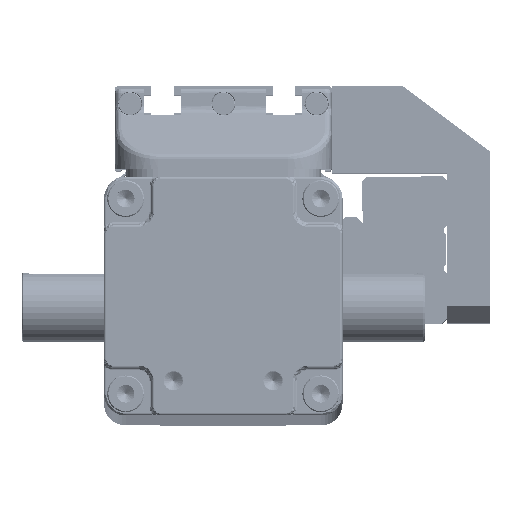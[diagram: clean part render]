
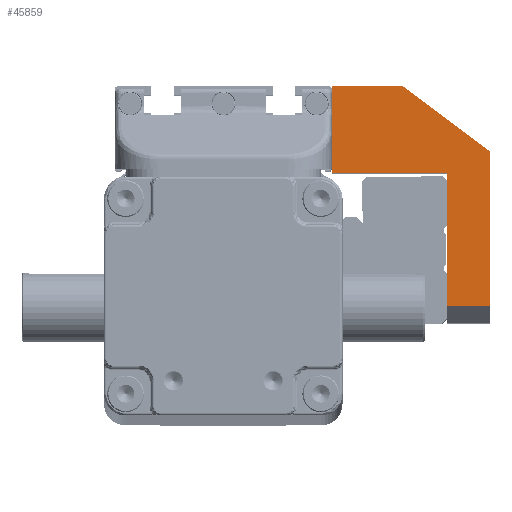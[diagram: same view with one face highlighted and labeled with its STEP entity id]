
A CAD part, top view. The second image highlights one B-rep face of the part: STEP entity #45859.
In plain terms, the highlighted planar face has unit normal (0, 0, 1).
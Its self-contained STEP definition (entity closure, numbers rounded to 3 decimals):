
#6939 = DIRECTION ( 'NONE',  ( 0., -1., 0. ) ) ;
#11366 = EDGE_CURVE ( 'NONE', #98753, #156080, #25827, .T. ) ;
#19034 = CARTESIAN_POINT ( 'NONE',  ( 0., -30.5, 75. ) ) ;
#22030 = VECTOR ( 'NONE', #119754, 1000. ) ;
#22687 = DIRECTION ( 'NONE',  ( 1., 0., 0. ) ) ;
#24399 = ORIENTED_EDGE ( 'NONE', *, *, #28288, .T. ) ;
#24454 = EDGE_CURVE ( 'NONE', #106906, #143131, #127560, .T. ) ;
#24507 = PLANE ( 'NONE',  #114270 ) ;
#25827 = LINE ( 'NONE', #136739, #115003 ) ;
#26629 = CARTESIAN_POINT ( 'NONE',  ( -26.5, 20., 75. ) ) ;
#26928 = VECTOR ( 'NONE', #6939, 1000. ) ;
#28288 = EDGE_CURVE ( 'NONE', #124057, #106906, #143559, .T. ) ;
#28781 = CARTESIAN_POINT ( 'NONE',  ( 10., 5., 75. ) ) ;
#32951 = LINE ( 'NONE', #33743, #69962 ) ;
#33743 = CARTESIAN_POINT ( 'NONE',  ( 0., 0., 75. ) ) ;
#34946 = CARTESIAN_POINT ( 'NONE',  ( 0., 0., 75. ) ) ;
#41267 = CARTESIAN_POINT ( 'NONE',  ( 10., -30.5, 75. ) ) ;
#42740 = ORIENTED_EDGE ( 'NONE', *, *, #88407, .T. ) ;
#45859 = ADVANCED_FACE ( 'NONE', ( #96606 ), #24507, .T. ) ;
#50078 = ORIENTED_EDGE ( 'NONE', *, *, #24454, .T. ) ;
#58568 = ORIENTED_EDGE ( 'NONE', *, *, #111110, .T. ) ;
#60943 = DIRECTION ( 'NONE',  ( 0., 0., 1. ) ) ;
#67127 = CARTESIAN_POINT ( 'NONE',  ( -10., 20., 75. ) ) ;
#67551 = DIRECTION ( 'NONE',  ( 0., 1., 0. ) ) ;
#68472 = CARTESIAN_POINT ( 'NONE',  ( 0., -30.5, 75. ) ) ;
#69962 = VECTOR ( 'NONE', #22687, 1000. ) ;
#72983 = CARTESIAN_POINT ( 'NONE',  ( -10., 20., 75. ) ) ;
#78535 = EDGE_CURVE ( 'NONE', #136190, #124057, #32951, .T. ) ;
#81426 = DIRECTION ( 'NONE',  ( -0.8, 0.6, 0. ) ) ;
#82728 = VECTOR ( 'NONE', #67551, 1000. ) ;
#87376 = VECTOR ( 'NONE', #81426, 1000. ) ;
#88407 = EDGE_CURVE ( 'NONE', #156080, #136190, #92510, .T. ) ;
#91757 = VECTOR ( 'NONE', #102168, 1000. ) ;
#92510 = LINE ( 'NONE', #127340, #26928 ) ;
#92718 = ORIENTED_EDGE ( 'NONE', *, *, #11366, .T. ) ;
#96606 = FACE_OUTER_BOUND ( 'NONE', #151138, .T. ) ;
#97393 = DIRECTION ( 'NONE',  ( 1., 0., 0. ) ) ;
#98753 = VERTEX_POINT ( 'NONE', #72983 ) ;
#100512 = ORIENTED_EDGE ( 'NONE', *, *, #112329, .T. ) ;
#101773 = CARTESIAN_POINT ( 'NONE',  ( -26.5, 0., 75. ) ) ;
#102168 = DIRECTION ( 'NONE',  ( 1., 0., 0. ) ) ;
#106906 = VERTEX_POINT ( 'NONE', #68472 ) ;
#107422 = CARTESIAN_POINT ( 'NONE',  ( 10., 5., 75. ) ) ;
#111110 = EDGE_CURVE ( 'NONE', #112062, #98753, #129781, .T. ) ;
#111385 = DIRECTION ( 'NONE',  ( -1., 0., 0. ) ) ;
#112062 = VERTEX_POINT ( 'NONE', #107422 ) ;
#112329 = EDGE_CURVE ( 'NONE', #143131, #112062, #127858, .T. ) ;
#114270 = AXIS2_PLACEMENT_3D ( 'NONE', #120418, #60943, #97393 ) ;
#115003 = VECTOR ( 'NONE', #111385, 1000. ) ;
#119754 = DIRECTION ( 'NONE',  ( 0., -1., 0. ) ) ;
#120418 = CARTESIAN_POINT ( 'NONE',  ( 0., 0., 75. ) ) ;
#124057 = VERTEX_POINT ( 'NONE', #140114 ) ;
#127340 = CARTESIAN_POINT ( 'NONE',  ( -26.5, 0., 75. ) ) ;
#127560 = LINE ( 'NONE', #19034, #91757 ) ;
#127858 = LINE ( 'NONE', #28781, #82728 ) ;
#129781 = LINE ( 'NONE', #67127, #87376 ) ;
#136190 = VERTEX_POINT ( 'NONE', #101773 ) ;
#136739 = CARTESIAN_POINT ( 'NONE',  ( 0., 20., 75. ) ) ;
#140114 = CARTESIAN_POINT ( 'NONE',  ( 0., 0., 75. ) ) ;
#141938 = ORIENTED_EDGE ( 'NONE', *, *, #78535, .T. ) ;
#143131 = VERTEX_POINT ( 'NONE', #41267 ) ;
#143559 = LINE ( 'NONE', #34946, #22030 ) ;
#151138 = EDGE_LOOP ( 'NONE', ( #42740, #141938, #24399, #50078, #100512, #58568, #92718 ) ) ;
#156080 = VERTEX_POINT ( 'NONE', #26629 ) ;
